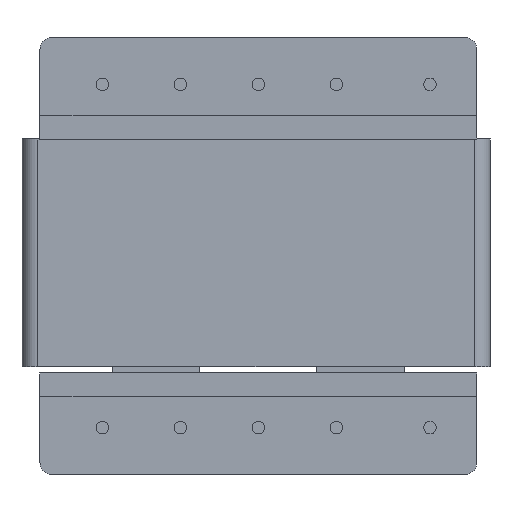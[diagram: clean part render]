
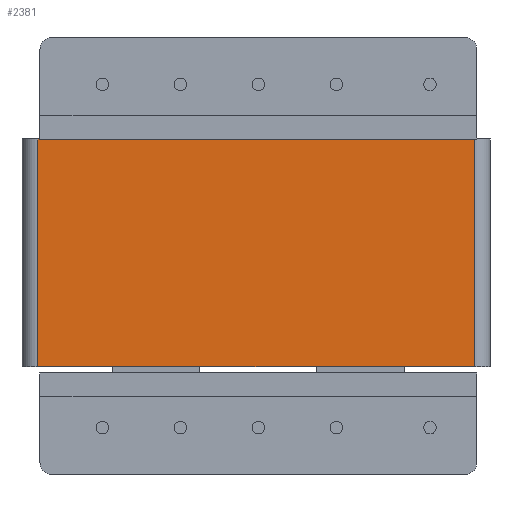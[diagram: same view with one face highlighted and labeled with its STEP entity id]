
A CAD part, front view. The second image highlights one B-rep face of the part: STEP entity #2381.
In plain terms, the highlighted face is planar.
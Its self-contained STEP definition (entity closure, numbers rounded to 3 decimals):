
#169 = VERTEX_POINT ( 'NONE', #3968 ) ;
#239 = CARTESIAN_POINT ( 'NONE',  ( -14., 15., 7.3 ) ) ;
#560 = EDGE_CURVE ( 'NONE', #169, #2231, #681, .T. ) ;
#586 = DIRECTION ( 'NONE',  ( 1., 0., 0. ) ) ;
#599 = CARTESIAN_POINT ( 'NONE',  ( -14., 15., 7.3 ) ) ;
#681 = LINE ( 'NONE', #3211, #980 ) ;
#768 = DIRECTION ( 'NONE',  ( -1., 0., 0. ) ) ;
#921 = LINE ( 'NONE', #599, #2890 ) ;
#980 = VECTOR ( 'NONE', #768, 1000. ) ;
#1366 = VECTOR ( 'NONE', #1641, 1000. ) ;
#1486 = CARTESIAN_POINT ( 'NONE',  ( -14., 15., 7.3 ) ) ;
#1625 = LINE ( 'NONE', #3743, #3913 ) ;
#1641 = DIRECTION ( 'NONE',  ( -1., 0., 0. ) ) ;
#1723 = EDGE_CURVE ( 'NONE', #3314, #2231, #921, .T. ) ;
#1876 = DIRECTION ( 'NONE',  ( 0., 0., -1. ) ) ;
#1878 = ORIENTED_EDGE ( 'NONE', *, *, #560, .T. ) ;
#2231 = VERTEX_POINT ( 'NONE', #2915 ) ;
#2381 = ADVANCED_FACE ( 'NONE', ( #3692 ), #3396, .F. ) ;
#2551 = AXIS2_PLACEMENT_3D ( 'NONE', #239, #2763, #586 ) ;
#2648 = LINE ( 'NONE', #3905, #1366 ) ;
#2720 = EDGE_CURVE ( 'NONE', #3761, #169, #1625, .T. ) ;
#2763 = DIRECTION ( 'NONE',  ( 0., -1., 0. ) ) ;
#2835 = ORIENTED_EDGE ( 'NONE', *, *, #1723, .F. ) ;
#2879 = DIRECTION ( 'NONE',  ( 0., 0., -1. ) ) ;
#2890 = VECTOR ( 'NONE', #1876, 1000. ) ;
#2915 = CARTESIAN_POINT ( 'NONE',  ( -14., 15., -7.3 ) ) ;
#2924 = ORIENTED_EDGE ( 'NONE', *, *, #2720, .T. ) ;
#3194 = ORIENTED_EDGE ( 'NONE', *, *, #3215, .F. ) ;
#3211 = CARTESIAN_POINT ( 'NONE',  ( -14., 15., -7.3 ) ) ;
#3215 = EDGE_CURVE ( 'NONE', #3761, #3314, #2648, .T. ) ;
#3314 = VERTEX_POINT ( 'NONE', #1486 ) ;
#3396 = PLANE ( 'NONE',  #2551 ) ;
#3692 = FACE_OUTER_BOUND ( 'NONE', #3894, .T. ) ;
#3743 = CARTESIAN_POINT ( 'NONE',  ( 14., 15., 7.3 ) ) ;
#3761 = VERTEX_POINT ( 'NONE', #4093 ) ;
#3894 = EDGE_LOOP ( 'NONE', ( #1878, #2835, #3194, #2924 ) ) ;
#3905 = CARTESIAN_POINT ( 'NONE',  ( -14., 15., 7.3 ) ) ;
#3913 = VECTOR ( 'NONE', #2879, 1000. ) ;
#3968 = CARTESIAN_POINT ( 'NONE',  ( 14., 15., -7.3 ) ) ;
#4093 = CARTESIAN_POINT ( 'NONE',  ( 14., 15., 7.3 ) ) ;
